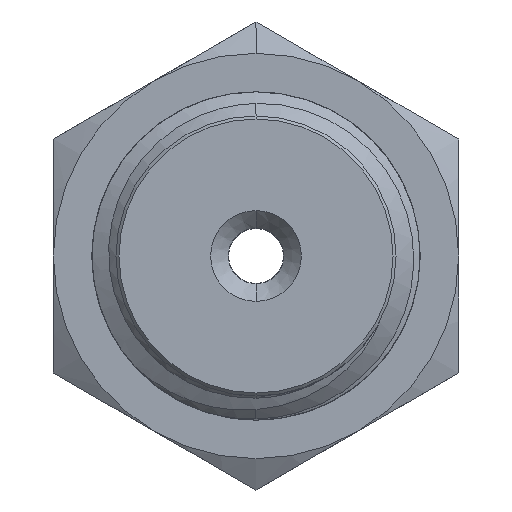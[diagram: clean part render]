
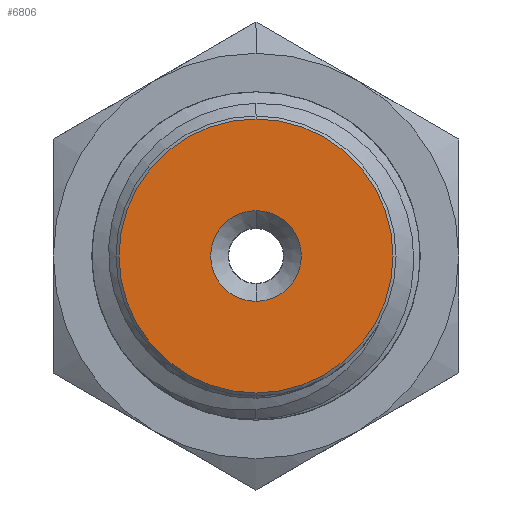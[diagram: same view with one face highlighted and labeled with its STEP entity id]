
A CAD part, front view. The second image highlights one B-rep face of the part: STEP entity #6806.
In plain terms, the highlighted planar face has unit normal (0, -1, 0).
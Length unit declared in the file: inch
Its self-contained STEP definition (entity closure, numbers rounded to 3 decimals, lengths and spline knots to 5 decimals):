
#73 = CARTESIAN_POINT ( 'NONE',  ( 0., 0., 0. ) ) ;
#579 = CARTESIAN_POINT ( 'NONE',  ( 0., 0., 0.2325 ) ) ;
#725 = DIRECTION ( 'NONE',  ( 0., 0., 1. ) ) ;
#748 = PLANE ( 'NONE',  #4458 ) ;
#992 = ORIENTED_EDGE ( 'NONE', *, *, #5176, .T. ) ;
#1103 = FACE_OUTER_BOUND ( 'NONE', #7329, .T. ) ;
#1554 = CIRCLE ( 'NONE', #5001, 0.2325 ) ;
#1571 = DIRECTION ( 'NONE',  ( 0., 0., 1. ) ) ;
#1778 = CARTESIAN_POINT ( 'NONE',  ( 0., 0., -0.077 ) ) ;
#1877 = CARTESIAN_POINT ( 'NONE',  ( 0., 0., -0.2325 ) ) ;
#2050 = DIRECTION ( 'NONE',  ( 0., 0., 1. ) ) ;
#2065 = DIRECTION ( 'NONE',  ( 0., 1., 0. ) ) ;
#2617 = CARTESIAN_POINT ( 'NONE',  ( 0., 0., 0. ) ) ;
#2713 = CARTESIAN_POINT ( 'NONE',  ( 0., 0., 0. ) ) ;
#2834 = AXIS2_PLACEMENT_3D ( 'NONE', #7321, #4780, #1571 ) ;
#3262 = DIRECTION ( 'NONE',  ( 0., 1., 0. ) ) ;
#3564 = EDGE_CURVE ( 'NONE', #7342, #5709, #1554, .T. ) ;
#3584 = ORIENTED_EDGE ( 'NONE', *, *, #3564, .F. ) ;
#3739 = VERTEX_POINT ( 'NONE', #6251 ) ;
#3902 = VERTEX_POINT ( 'NONE', #1778 ) ;
#4458 = AXIS2_PLACEMENT_3D ( 'NONE', #73, #2065, #6557 ) ;
#4567 = AXIS2_PLACEMENT_3D ( 'NONE', #2617, #3262, #725 ) ;
#4780 = DIRECTION ( 'NONE',  ( 0., 1., 0. ) ) ;
#5001 = AXIS2_PLACEMENT_3D ( 'NONE', #2713, #7867, #7895 ) ;
#5176 = EDGE_CURVE ( 'NONE', #3739, #3902, #5352, .T. ) ;
#5352 = CIRCLE ( 'NONE', #6017, 0.077 ) ;
#5709 = VERTEX_POINT ( 'NONE', #1877 ) ;
#5878 = EDGE_CURVE ( 'NONE', #5709, #7342, #6021, .T. ) ;
#6017 = AXIS2_PLACEMENT_3D ( 'NONE', #7835, #7108, #2050 ) ;
#6021 = CIRCLE ( 'NONE', #4567, 0.2325 ) ;
#6164 = EDGE_CURVE ( 'NONE', #3902, #3739, #8327, .T. ) ;
#6251 = CARTESIAN_POINT ( 'NONE',  ( 0., 0., 0.077 ) ) ;
#6422 = FACE_BOUND ( 'NONE', #7099, .T. ) ;
#6557 = DIRECTION ( 'NONE',  ( 0., 0., 1. ) ) ;
#6806 = ADVANCED_FACE ( 'NONE', ( #6422, #1103 ), #748, .F. ) ;
#7099 = EDGE_LOOP ( 'NONE', ( #7664, #992 ) ) ;
#7108 = DIRECTION ( 'NONE',  ( 0., 1., 0. ) ) ;
#7227 = ORIENTED_EDGE ( 'NONE', *, *, #5878, .F. ) ;
#7321 = CARTESIAN_POINT ( 'NONE',  ( 0., 0., 0. ) ) ;
#7329 = EDGE_LOOP ( 'NONE', ( #3584, #7227 ) ) ;
#7342 = VERTEX_POINT ( 'NONE', #579 ) ;
#7664 = ORIENTED_EDGE ( 'NONE', *, *, #6164, .T. ) ;
#7835 = CARTESIAN_POINT ( 'NONE',  ( 0., 0., 0. ) ) ;
#7867 = DIRECTION ( 'NONE',  ( 0., 1., 0. ) ) ;
#7895 = DIRECTION ( 'NONE',  ( 0., 0., 1. ) ) ;
#8327 = CIRCLE ( 'NONE', #2834, 0.077 ) ;
